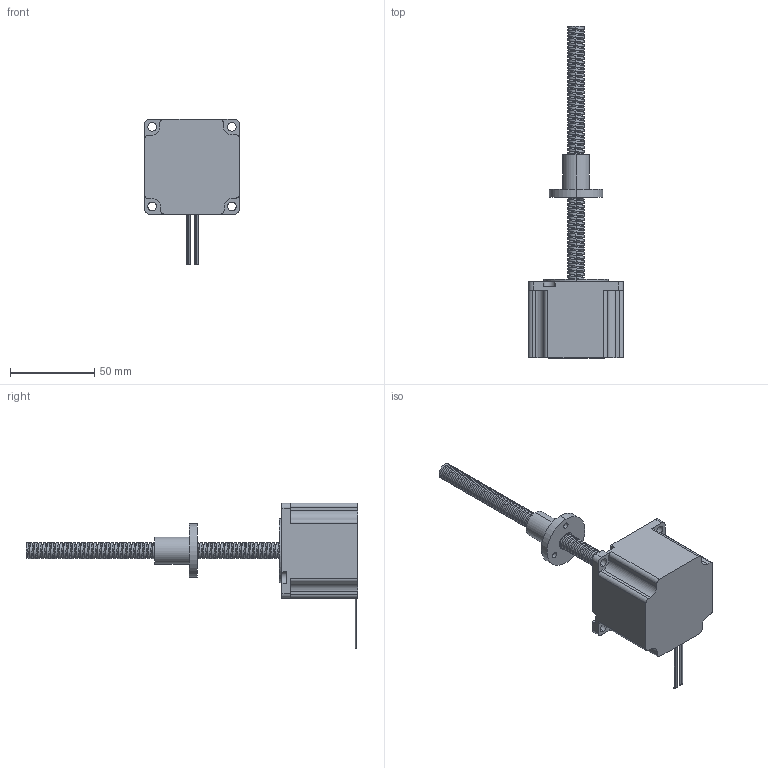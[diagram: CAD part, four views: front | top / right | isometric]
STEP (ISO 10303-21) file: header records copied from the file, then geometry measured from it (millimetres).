
FILE_DESCRIPTION(('FreeCAD Model'),'2;1');
FILE_NAME( 'MSL231xEx-4L3N0xxxx.STEP', '2018-07-27T14:31:55',('Author'),(''), 'Open CASCADE STEP processor 6.8','FreeCAD','Unknown');
FILE_SCHEMA(('AUTOMOTIVE_DESIGN_CC2 { 1 2 10303 214 -1 1 5 4 }'));
Length unit declared in the file: millimetre
Products named in the file (2): ASSEMBLY
Assembly tree (1 placements, depth 2):
  ASSEMBLY
    (unnamed)
Bounding box: 56.2 x 196.5 x 86.2 mm (x, y, z)
Volume: 144752.1 mm3; surface area: 27329.6 mm2
Topology: 1 solids, 1 shells, 197 faces, 564 edges, 376 vertices
Faces by surface type: cylinder 152, plane 41, bspline 4
Entity records: 45108 total; most frequent: CARTESIAN_POINT 36059, ORIENTED_EDGE 1128, PCURVE 1128, DEFINITIONAL_REPRESENTATION 1128, DIRECTION 1078, B_SPLINE_CURVE_WITH_KNOTS 855, EDGE_CURVE 564, SURFACE_CURVE 564
